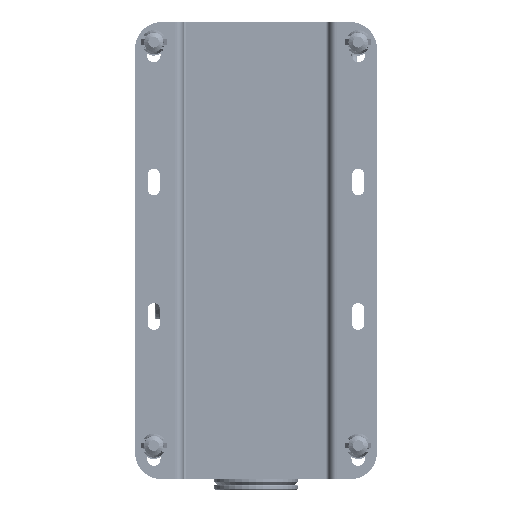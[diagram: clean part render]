
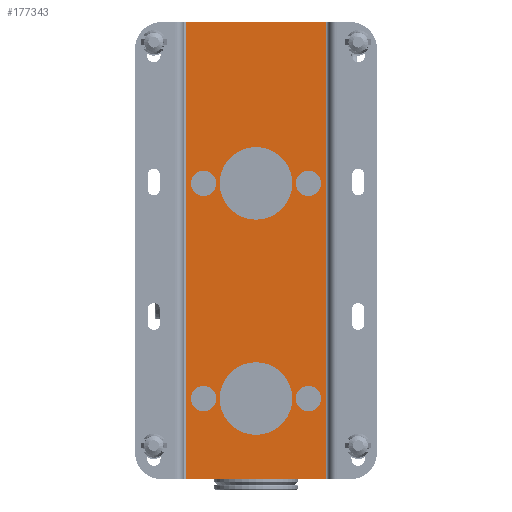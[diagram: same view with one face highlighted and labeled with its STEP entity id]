
A CAD part, front view. The second image highlights one B-rep face of the part: STEP entity #177343.
In plain terms, the highlighted planar face has unit normal (0, -1, 0).
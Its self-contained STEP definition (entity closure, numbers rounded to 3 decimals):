
#176084=CARTESIAN_POINT('',(0.,-0.5,178.75));
#176085=DIRECTION('',(0.,-1.,0.));
#176086=DIRECTION('',(1.,0.,0.));
#176087=AXIS2_PLACEMENT_3D('',#176084,#176085,#176086);
#176089=CARTESIAN_POINT('',(0.,-0.5,178.75));
#176090=DIRECTION('',(0.,-1.,0.));
#176091=DIRECTION('',(-1.,0.,0.));
#176092=AXIS2_PLACEMENT_3D('',#176089,#176090,#176091);
#176094=CARTESIAN_POINT('',(0.,-0.5,98.75));
#176095=DIRECTION('',(0.,-1.,0.));
#176096=DIRECTION('',(1.,0.,0.));
#176097=AXIS2_PLACEMENT_3D('',#176094,#176095,#176096);
#176099=CARTESIAN_POINT('',(0.,-0.5,98.75));
#176100=DIRECTION('',(0.,-1.,0.));
#176101=DIRECTION('',(-1.,0.,0.));
#176102=AXIS2_PLACEMENT_3D('',#176099,#176100,#176101);
#176104=CARTESIAN_POINT('',(-19.5,-0.5,178.75));
#176105=DIRECTION('',(0.,-1.,0.));
#176106=DIRECTION('',(1.,0.,0.));
#176107=AXIS2_PLACEMENT_3D('',#176104,#176105,#176106);
#176109=CARTESIAN_POINT('',(-19.5,-0.5,178.75));
#176110=DIRECTION('',(0.,-1.,0.));
#176111=DIRECTION('',(-1.,0.,0.));
#176112=AXIS2_PLACEMENT_3D('',#176109,#176110,#176111);
#176114=CARTESIAN_POINT('',(19.5,-0.5,178.75));
#176115=DIRECTION('',(0.,-1.,0.));
#176116=DIRECTION('',(1.,0.,0.));
#176117=AXIS2_PLACEMENT_3D('',#176114,#176115,#176116);
#176119=CARTESIAN_POINT('',(19.5,-0.5,178.75));
#176120=DIRECTION('',(0.,-1.,0.));
#176121=DIRECTION('',(-1.,0.,0.));
#176122=AXIS2_PLACEMENT_3D('',#176119,#176120,#176121);
#176124=CARTESIAN_POINT('',(-19.5,-0.5,98.75));
#176125=DIRECTION('',(0.,-1.,0.));
#176126=DIRECTION('',(1.,0.,0.));
#176127=AXIS2_PLACEMENT_3D('',#176124,#176125,#176126);
#176129=CARTESIAN_POINT('',(-19.5,-0.5,98.75));
#176130=DIRECTION('',(0.,-1.,0.));
#176131=DIRECTION('',(-1.,0.,0.));
#176132=AXIS2_PLACEMENT_3D('',#176129,#176130,#176131);
#176134=CARTESIAN_POINT('',(19.5,-0.5,98.75));
#176135=DIRECTION('',(0.,-1.,0.));
#176136=DIRECTION('',(1.,0.,0.));
#176137=AXIS2_PLACEMENT_3D('',#176134,#176135,#176136);
#176139=CARTESIAN_POINT('',(19.5,-0.5,98.75));
#176140=DIRECTION('',(0.,-1.,0.));
#176141=DIRECTION('',(-1.,0.,0.));
#176142=AXIS2_PLACEMENT_3D('',#176139,#176140,#176141);
#176144=DIRECTION('',(-1.,0.,0.));
#176145=VECTOR('',#176144,52.);
#176146=CARTESIAN_POINT('',(26.,-0.5,38.75));
#176147=LINE('',#176146,#176145);
#176148=DIRECTION('',(1.,0.,0.));
#176149=VECTOR('',#176148,52.);
#176150=CARTESIAN_POINT('',(-26.,-0.5,208.75));
#176151=LINE('',#176150,#176149);
#176490=DIRECTION('',(0.,0.,-1.));
#176491=VECTOR('',#176490,170.);
#176492=CARTESIAN_POINT('',(-26.,-0.5,208.75));
#176493=LINE('',#176492,#176491);
#176878=DIRECTION('',(0.,0.,1.));
#176879=VECTOR('',#176878,170.);
#176880=CARTESIAN_POINT('',(26.,-0.5,38.75));
#176881=LINE('',#176880,#176879);
#176962=CARTESIAN_POINT('',(-26.,-0.5,208.75));
#176963=CARTESIAN_POINT('',(26.,-0.5,208.75));
#176964=VERTEX_POINT('',#176962);
#176965=VERTEX_POINT('',#176963);
#176966=CARTESIAN_POINT('',(13.5,-0.5,178.75));
#176967=CARTESIAN_POINT('',(-13.5,-0.5,178.75));
#176968=VERTEX_POINT('',#176966);
#176969=VERTEX_POINT('',#176967);
#176970=CARTESIAN_POINT('',(13.5,-0.5,98.75));
#176971=CARTESIAN_POINT('',(-13.5,-0.5,98.75));
#176972=VERTEX_POINT('',#176970);
#176973=VERTEX_POINT('',#176971);
#176974=CARTESIAN_POINT('',(-16.4,-0.5,178.75));
#176975=CARTESIAN_POINT('',(-22.6,-0.5,178.75));
#176976=VERTEX_POINT('',#176974);
#176977=VERTEX_POINT('',#176975);
#176978=CARTESIAN_POINT('',(22.6,-0.5,178.75));
#176979=CARTESIAN_POINT('',(16.4,-0.5,178.75));
#176980=VERTEX_POINT('',#176978);
#176981=VERTEX_POINT('',#176979);
#176982=CARTESIAN_POINT('',(-16.4,-0.5,98.75));
#176983=CARTESIAN_POINT('',(-22.6,-0.5,98.75));
#176984=VERTEX_POINT('',#176982);
#176985=VERTEX_POINT('',#176983);
#176986=CARTESIAN_POINT('',(22.6,-0.5,98.75));
#176987=CARTESIAN_POINT('',(16.4,-0.5,98.75));
#176988=VERTEX_POINT('',#176986);
#176989=VERTEX_POINT('',#176987);
#177078=CARTESIAN_POINT('',(26.,-0.5,38.75));
#177079=CARTESIAN_POINT('',(-26.,-0.5,38.75));
#177080=VERTEX_POINT('',#177078);
#177081=VERTEX_POINT('',#177079);
#177294=CARTESIAN_POINT('',(-40.,-0.5,195.));
#177295=DIRECTION('',(0.,1.,0.));
#177296=DIRECTION('',(0.,0.,1.));
#177297=AXIS2_PLACEMENT_3D('',#177294,#177295,#177296);
#177298=PLANE('',#177297);
#177300=ORIENTED_EDGE('',*,*,#177299,.T.);
#177302=ORIENTED_EDGE('',*,*,#177301,.F.);
#177304=ORIENTED_EDGE('',*,*,#177303,.T.);
#177306=ORIENTED_EDGE('',*,*,#177305,.F.);
#177307=EDGE_LOOP('',(#177300,#177302,#177304,#177306));
#177308=FACE_OUTER_BOUND('',#177307,.F.);
#177310=ORIENTED_EDGE('',*,*,#177309,.T.);
#177312=ORIENTED_EDGE('',*,*,#177311,.T.);
#177313=EDGE_LOOP('',(#177310,#177312));
#177314=FACE_BOUND('',#177313,.F.);
#177316=ORIENTED_EDGE('',*,*,#177315,.T.);
#177318=ORIENTED_EDGE('',*,*,#177317,.T.);
#177319=EDGE_LOOP('',(#177316,#177318));
#177320=FACE_BOUND('',#177319,.F.);
#177322=ORIENTED_EDGE('',*,*,#177321,.T.);
#177324=ORIENTED_EDGE('',*,*,#177323,.T.);
#177325=EDGE_LOOP('',(#177322,#177324));
#177326=FACE_BOUND('',#177325,.F.);
#177328=ORIENTED_EDGE('',*,*,#177327,.T.);
#177330=ORIENTED_EDGE('',*,*,#177329,.T.);
#177331=EDGE_LOOP('',(#177328,#177330));
#177332=FACE_BOUND('',#177331,.F.);
#177334=ORIENTED_EDGE('',*,*,#177333,.T.);
#177336=ORIENTED_EDGE('',*,*,#177335,.T.);
#177337=EDGE_LOOP('',(#177334,#177336));
#177338=FACE_BOUND('',#177337,.F.);
#177339=ORIENTED_EDGE('',*,*,#177274,.T.);
#177340=ORIENTED_EDGE('',*,*,#177288,.T.);
#177341=EDGE_LOOP('',(#177339,#177340));
#177342=FACE_BOUND('',#177341,.F.);
#177343=ADVANCED_FACE('',(#177308,#177314,#177320,#177326,#177332,#177338,
#177342),#177298,.F.);
#176088=CIRCLE('',#176087,13.5);
#176093=CIRCLE('',#176092,13.5);
#176098=CIRCLE('',#176097,13.5);
#176103=CIRCLE('',#176102,13.5);
#176108=CIRCLE('',#176107,3.1);
#176113=CIRCLE('',#176112,3.1);
#176118=CIRCLE('',#176117,3.1);
#176123=CIRCLE('',#176122,3.1);
#176128=CIRCLE('',#176127,3.1);
#176133=CIRCLE('',#176132,3.1);
#176138=CIRCLE('',#176137,3.1);
#176143=CIRCLE('',#176142,3.1);
#177274=EDGE_CURVE('',#176968,#176969,#176088,.T.);
#177288=EDGE_CURVE('',#176969,#176968,#176093,.T.);
#177299=EDGE_CURVE('',#177080,#177081,#176147,.T.);
#177301=EDGE_CURVE('',#176964,#177081,#176493,.T.);
#177303=EDGE_CURVE('',#176964,#176965,#176151,.T.);
#177305=EDGE_CURVE('',#177080,#176965,#176881,.T.);
#177309=EDGE_CURVE('',#176972,#176973,#176098,.T.);
#177311=EDGE_CURVE('',#176973,#176972,#176103,.T.);
#177315=EDGE_CURVE('',#176976,#176977,#176108,.T.);
#177317=EDGE_CURVE('',#176977,#176976,#176113,.T.);
#177321=EDGE_CURVE('',#176980,#176981,#176118,.T.);
#177323=EDGE_CURVE('',#176981,#176980,#176123,.T.);
#177327=EDGE_CURVE('',#176984,#176985,#176128,.T.);
#177329=EDGE_CURVE('',#176985,#176984,#176133,.T.);
#177333=EDGE_CURVE('',#176988,#176989,#176138,.T.);
#177335=EDGE_CURVE('',#176989,#176988,#176143,.T.);
